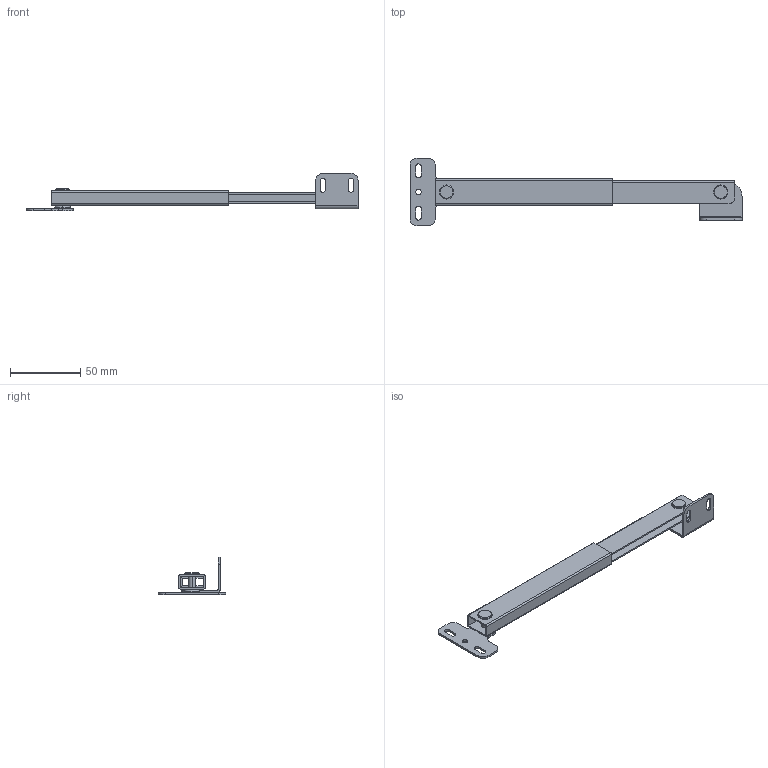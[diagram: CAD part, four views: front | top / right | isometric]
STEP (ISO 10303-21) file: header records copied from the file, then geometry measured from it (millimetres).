
FILE_DESCRIPTION (( 'STEP AP203' ), '1' );
FILE_NAME ('B-1223-12-R.STEP', '2016-08-18T04:16:27', ( '' ), ( '' ), 'SwSTEP 2.0', 'SolidWorks 2014', '' );
FILE_SCHEMA (( 'CONFIG_CONTROL_DESIGN' ));
Length unit declared in the file: millimetre
Products named in the file (7): B-1223ピンB_; B-1223-12-R; B-1223-12僗僥乕俙_; B-1223取付け座B_; B-1223-12僗僥乕B_; B-1223取付け座Ａ_; B-1223僺儞俙_
Assembly tree (6 placements, depth 2):
  B-1223-12-R
    B-1223-12僗僥乕俙_
    B-1223-12僗僥乕B_
    B-1223ピンB_
    B-1223取付け座B_
    B-1223僺儞俙_
    B-1223取付け座Ａ_
Bounding box: 236 x 48 x 26.5 mm (x, y, z)
Volume: 15977.6 mm3; surface area: 30194.2 mm2
Topology: 6 solids, 6 shells, 155 faces, 392 edges, 256 vertices
Faces by surface type: cylinder 76, plane 67, torus 8, cone 4
Entity records: 5519 total; most frequent: DIRECTION 896, CARTESIAN_POINT 812, ORIENTED_EDGE 784, EDGE_CURVE 392, AXIS2_PLACEMENT_3D 340, VERTEX_POINT 256, LINE 216, VECTOR 216
